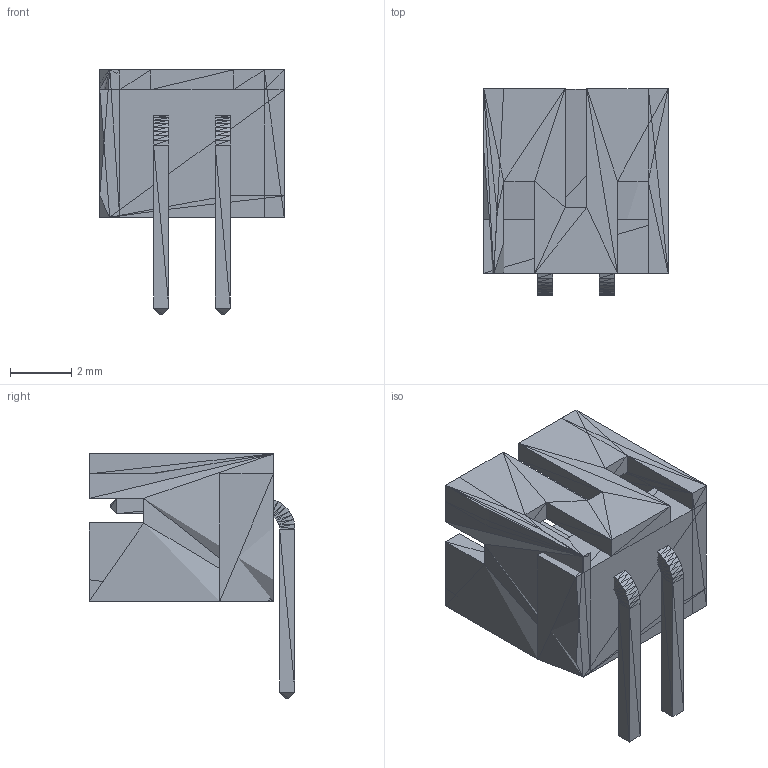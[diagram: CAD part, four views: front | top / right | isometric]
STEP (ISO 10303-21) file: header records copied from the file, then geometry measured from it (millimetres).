
FILE_DESCRIPTION(('FreeCAD Model'),'2;1');
FILE_NAME( 'PH2.0-2P-AW.step', '2019-09-08T19:30:12',('Author'),(''), 'Open CASCADE STEP processor 7.2','FreeCAD','Unknown');
FILE_SCHEMA(('AUTOMOTIVE_DESIGN { 1 0 10303 214 1 1 1 1 }'));
Length unit declared in the file: millimetre
Products named in the file (1): User_Library_PH2_0_2P001
Bounding box: 6 x 6.7 x 7.95 mm (x, y, z)
Surface area: 442.5 mm2 (no closed solid volume)
Topology: 0 solids, 3 shells, 372 faces, 585 edges, 205 vertices
Faces by surface type: plane 372
Entity records: 14663 total; most frequent: CARTESIAN_POINT 2926, DIRECTION 1940, LINE 1194, VECTOR 1194, ORIENTED_EDGE 1180, PCURVE 1180, DEFINITIONAL_REPRESENTATION 1180, EDGE_CURVE 590
